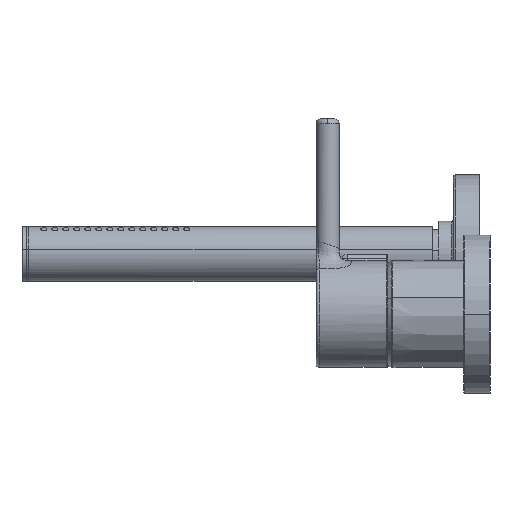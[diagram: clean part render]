
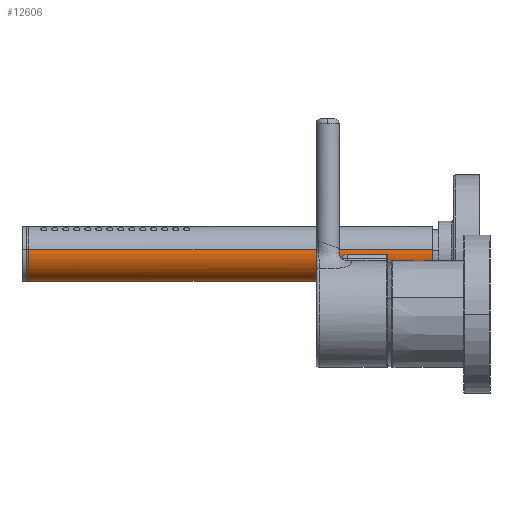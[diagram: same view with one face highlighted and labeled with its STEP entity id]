
A CAD part, left-side view. The second image highlights one B-rep face of the part: STEP entity #12606.
In plain terms, the highlighted cylindrical face has radius 12.5 mm (diameter 25 mm), a partial arc.
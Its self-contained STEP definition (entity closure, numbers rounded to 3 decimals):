
#335 = EDGE_CURVE ( 'NONE', #865, #7103, #9002, .T. ) ;
#468 = LINE ( 'NONE', #16050, #10324 ) ;
#615 = CARTESIAN_POINT ( 'NONE',  ( -12.343, 19.516, 1.973 ) ) ;
#762 = CARTESIAN_POINT ( 'NONE',  ( 12.343, 204.116, -1.973 ) ) ;
#865 = VERTEX_POINT ( 'NONE', #615 ) ;
#1061 = FACE_OUTER_BOUND ( 'NONE', #6180, .T. ) ;
#1256 = VECTOR ( 'NONE', #5410, 1000. ) ;
#1813 = ORIENTED_EDGE ( 'NONE', *, *, #14293, .T. ) ;
#1989 = CARTESIAN_POINT ( 'NONE',  ( 1.309, 204.116, -12.538 ) ) ;
#2256 = CARTESIAN_POINT ( 'NONE',  ( -8.023, 204.116, -9.722 ) ) ;
#2318 = CARTESIAN_POINT ( 'NONE',  ( -11.797, 204.116, -4.441 ) ) ;
#2392 = VERTEX_POINT ( 'NONE', #7441 ) ;
#2765 = DIRECTION ( 'NONE',  ( -0.987, 0., 0.158 ) ) ;
#2802 = CARTESIAN_POINT ( 'NONE',  ( 0., 204.116, 0. ) ) ;
#3562 = EDGE_CURVE ( 'NONE', #13839, #2392, #11905, .T. ) ;
#4642 = CARTESIAN_POINT ( 'NONE',  ( 4.492, 204.116, -11.779 ) ) ;
#4693 = AXIS2_PLACEMENT_3D ( 'NONE', #2802, #15773, #9169 ) ;
#4702 = CARTESIAN_POINT ( 'NONE',  ( -0.357, 204.116, -12.602 ) ) ;
#5410 = DIRECTION ( 'NONE',  ( 0., -1., 0. ) ) ;
#5799 = CARTESIAN_POINT ( 'NONE',  ( 0., 19.516, 0. ) ) ;
#6007 = CARTESIAN_POINT ( 'NONE',  ( 6.008, 204.116, -11.083 ) ) ;
#6094 = CARTESIAN_POINT ( 'NONE',  ( -2.132, 204.116, -12.317 ) ) ;
#6180 = EDGE_LOOP ( 'NONE', ( #7070, #16505, #12441, #10992, #15599, #1813 ) ) ;
#6397 = VERTEX_POINT ( 'NONE', #13117 ) ;
#6566 = AXIS2_PLACEMENT_3D ( 'NONE', #5799, #8392, #12250 ) ;
#6869 = CARTESIAN_POINT ( 'NONE',  ( 12.343, 204.116, -1.973 ) ) ;
#7016 = DIRECTION ( 'NONE',  ( 0., -1., 0. ) ) ;
#7070 = ORIENTED_EDGE ( 'NONE', *, *, #3562, .T. ) ;
#7103 = VERTEX_POINT ( 'NONE', #15219 ) ;
#7292 = CARTESIAN_POINT ( 'NONE',  ( 11.506, 204.116, -5.153 ) ) ;
#7441 = CARTESIAN_POINT ( 'NONE',  ( 12.343, 204.116, -1.973 ) ) ;
#7612 = VERTEX_POINT ( 'NONE', #11717 ) ;
#8116 = CARTESIAN_POINT ( 'NONE',  ( 0., 204.116, 0. ) ) ;
#8392 = DIRECTION ( 'NONE',  ( 0., -1., 0. ) ) ;
#8476 = CARTESIAN_POINT ( 'NONE',  ( 8.658, 204.116, -9.163 ) ) ;
#8750 = CARTESIAN_POINT ( 'NONE',  ( -5.275, 204.116, -11.448 ) ) ;
#9002 = CIRCLE ( 'NONE', #6566, 12.5 ) ;
#9169 = DIRECTION ( 'NONE',  ( -0.987, 0., 0.158 ) ) ;
#9276 = CARTESIAN_POINT ( 'NONE',  ( -1.973, 204.116, -12.343 ) ) ;
#9712 = CARTESIAN_POINT ( 'NONE',  ( -1.973, 204.116, -12.343 ) ) ;
#9974 = CARTESIAN_POINT ( 'NONE',  ( -3.731, 204.116, -12.04 ) ) ;
#10324 = VECTOR ( 'NONE', #7016, 1000. ) ;
#10576 = DIRECTION ( 'NONE',  ( 0., -1., 0. ) ) ;
#10903 = CYLINDRICAL_SURFACE ( 'NONE', #13093, 12.5 ) ;
#10940 = CARTESIAN_POINT ( 'NONE',  ( 12.085, 204.116, -3.589 ) ) ;
#10992 = ORIENTED_EDGE ( 'NONE', *, *, #11614, .F. ) ;
#11316 = CARTESIAN_POINT ( 'NONE',  ( -11.114, 204.116, -5.947 ) ) ;
#11374 = CARTESIAN_POINT ( 'NONE',  ( -12.54, 204.116, -1.282 ) ) ;
#11614 = EDGE_CURVE ( 'NONE', #7612, #865, #468, .T. ) ;
#11717 = CARTESIAN_POINT ( 'NONE',  ( -12.343, 204.116, 1.973 ) ) ;
#11905 = B_SPLINE_CURVE_WITH_KNOTS ( 'NONE', 3,
 ( #9712, #4702, #1989, #4642, #6007, #8476, #16207, #7292, #10940, #762 ),
 .UNSPECIFIED., .F., .F.,
 ( 4, 2, 2, 2, 4 ),
 ( 0., 0.126, 0.251, 0.377, 0.502 ),
 .UNSPECIFIED. ) ;
#12250 = DIRECTION ( 'NONE',  ( 0.987, 0., -0.158 ) ) ;
#12373 = CARTESIAN_POINT ( 'NONE',  ( -12.599, 204.116, 0.371 ) ) ;
#12441 = ORIENTED_EDGE ( 'NONE', *, *, #335, .F. ) ;
#12525 = LINE ( 'NONE', #6869, #1256 ) ;
#12597 = EDGE_CURVE ( 'NONE', #2392, #7103, #12525, .T. ) ;
#12606 = ADVANCED_FACE ( 'NONE', ( #1061 ), #10903, .T. ) ;
#13093 = AXIS2_PLACEMENT_3D ( 'NONE', #8116, #10576, #2765 ) ;
#13117 = CARTESIAN_POINT ( 'NONE',  ( -2.132, 204.116, -12.317 ) ) ;
#13839 = VERTEX_POINT ( 'NONE', #9276 ) ;
#14293 = EDGE_CURVE ( 'NONE', #6397, #13839, #15779, .T. ) ;
#14995 = EDGE_CURVE ( 'NONE', #7612, #6397, #16638, .T. ) ;
#15219 = CARTESIAN_POINT ( 'NONE',  ( 12.343, 19.516, -1.973 ) ) ;
#15599 = ORIENTED_EDGE ( 'NONE', *, *, #14995, .T. ) ;
#15773 = DIRECTION ( 'NONE',  ( 0., -1., 0. ) ) ;
#15779 = CIRCLE ( 'NONE', #4693, 12.5 ) ;
#16050 = CARTESIAN_POINT ( 'NONE',  ( -12.343, 204.116, 1.973 ) ) ;
#16207 = CARTESIAN_POINT ( 'NONE',  ( 9.792, 204.116, -7.94 ) ) ;
#16237 = CARTESIAN_POINT ( 'NONE',  ( -12.343, 204.116, 1.973 ) ) ;
#16505 = ORIENTED_EDGE ( 'NONE', *, *, #12597, .T. ) ;
#16523 = CARTESIAN_POINT ( 'NONE',  ( -9.227, 204.116, -8.588 ) ) ;
#16638 = B_SPLINE_CURVE_WITH_KNOTS ( 'NONE', 3,
 ( #16237, #12373, #11374, #2318, #11316, #16523, #2256, #8750, #9974, #6094 ),
 .UNSPECIFIED., .F., .F.,
 ( 4, 2, 2, 2, 4 ),
 ( 0.502, 0.627, 0.751, 0.876, 1. ),
 .UNSPECIFIED. ) ;
